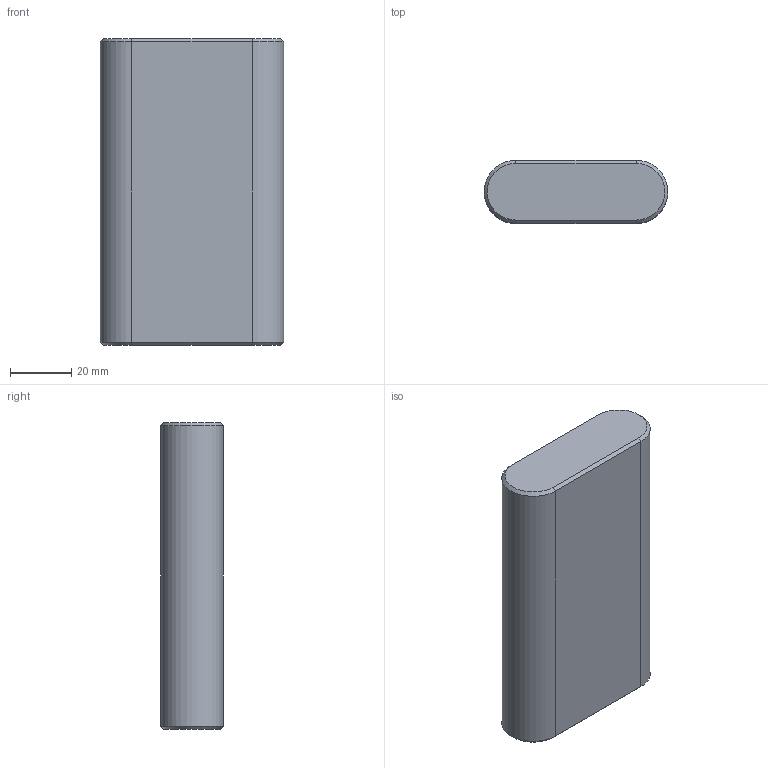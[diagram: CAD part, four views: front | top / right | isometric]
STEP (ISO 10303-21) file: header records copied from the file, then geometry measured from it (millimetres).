
FILE_DESCRIPTION(('Open CASCADE Model'),'2;1');
FILE_NAME('Open CASCADE Shape Model','2023-09-19T17:23:16',('Author'),( 'Open CASCADE'),'Open CASCADE STEP processor 7.7','Open CASCADE 7.7' ,'Unknown');
FILE_SCHEMA(('AUTOMOTIVE_DESIGN { 1 0 10303 214 1 1 1 1 }'));
Length unit declared in the file: millimetre
Products named in the file (1): Open CASCADE STEP translator 7.7 6
Bounding box: 60 x 20.5 x 100 mm (x, y, z)
Volume: 113840 mm3; surface area: 16449.3 mm2
Topology: 1 solids, 1 shells, 14 faces, 28 edges, 16 vertices
Faces by surface type: plane 8, cone 4, cylinder 2
Entity records: 726 total; most frequent: CARTESIAN_POINT 155, DIRECTION 102, ORIENTED_EDGE 56, LINE 56, VECTOR 56, PCURVE 56, DEFINITIONAL_REPRESENTATION 56, EDGE_CURVE 28
